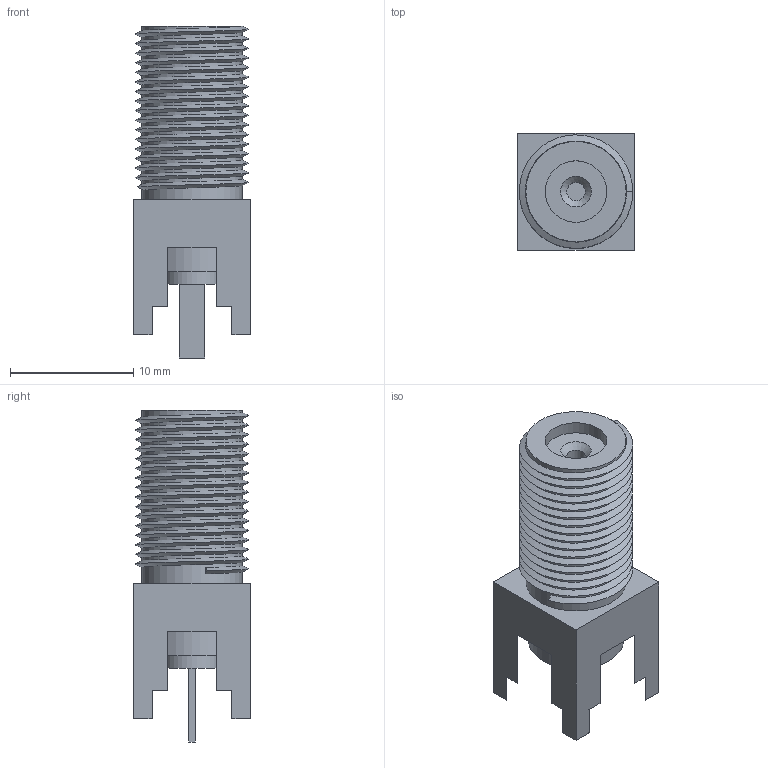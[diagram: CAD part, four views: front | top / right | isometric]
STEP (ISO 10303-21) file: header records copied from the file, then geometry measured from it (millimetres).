
FILE_DESCRIPTION(('FreeCAD Model'),'2;1');
FILE_NAME('Open CASCADE Shape Model','2021-12-04T17:12:21',('Author'),( ''),'Open CASCADE STEP processor 7.5','FreeCAD','Unknown');
FILE_SCHEMA(('AUTOMOTIVE_DESIGN { 1 0 10303 214 1 1 1 1 }'));
Length unit declared in the file: millimetre
Products named in the file (1): Helix
Bounding box: 9.5 x 9.5 x 26.97 mm (x, y, z)
Volume: 1290.7 mm3; surface area: 1768.1 mm2
Topology: 2 solids, 2 shells, 91 faces, 194 edges, 113 vertices
Faces by surface type: bspline 51, plane 26, cylinder 13, cone 1
Full cylindrical faces by diameter (mm): 1.5 x1, 4.56 x1, 5 x1, 7.7 x1, 8.15 x1
Entity records: 8746 total; most frequent: CARTESIAN_POINT 5362, DIRECTION 406, ORIENTED_EDGE 388, PCURVE 388, DEFINITIONAL_REPRESENTATION 388, B_SPLINE_CURVE_WITH_KNOTS 265, LINE 264, VECTOR 264
